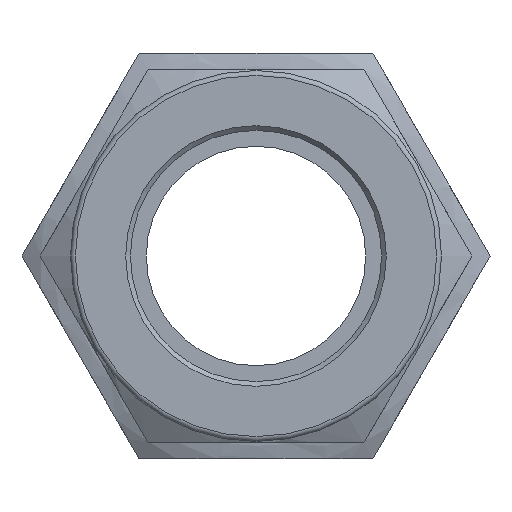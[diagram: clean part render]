
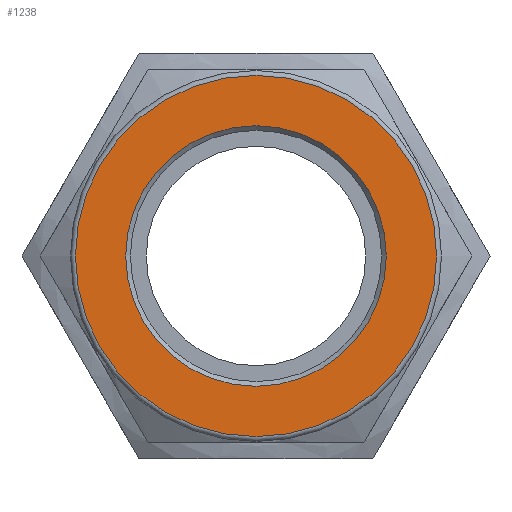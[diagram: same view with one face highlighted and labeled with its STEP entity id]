
A CAD part, left-side view. The second image highlights one B-rep face of the part: STEP entity #1238.
In plain terms, the highlighted planar face has unit normal (-1, 0, 0).
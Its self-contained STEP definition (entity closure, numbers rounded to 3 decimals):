
#33=FACE_BOUND('',#295,.T.);
#104=CIRCLE('',#1376,13.275);
#105=CIRCLE('',#1378,18.4);
#207=FACE_OUTER_BOUND('',#294,.T.);
#294=EDGE_LOOP('',(#1003));
#295=EDGE_LOOP('',(#1004));
#570=VERTEX_POINT('',#2232);
#571=VERTEX_POINT('',#2236);
#730=EDGE_CURVE('',#570,#570,#104,.T.);
#731=EDGE_CURVE('',#571,#571,#105,.T.);
#1003=ORIENTED_EDGE('',*,*,#731,.F.);
#1004=ORIENTED_EDGE('',*,*,#730,.T.);
#1178=PLANE('',#1377);
#1238=ADVANCED_FACE('',(#207,#33),#1178,.T.);
#1376=AXIS2_PLACEMENT_3D('',#2234,#1643,#1644);
#1377=AXIS2_PLACEMENT_3D('',#2235,#1645,#1646);
#1378=AXIS2_PLACEMENT_3D('',#2237,#1647,#1648);
#1643=DIRECTION('center_axis',(1.,0.,0.));
#1644=DIRECTION('ref_axis',(0.,0.,-1.));
#1645=DIRECTION('center_axis',(-1.,0.,0.));
#1646=DIRECTION('ref_axis',(0.,0.,1.));
#1647=DIRECTION('center_axis',(1.,0.,0.));
#1648=DIRECTION('ref_axis',(0.,0.,-1.));
#2232=CARTESIAN_POINT('',(0.,-13.275,0.));
#2234=CARTESIAN_POINT('Origin',(0.,0.,
0.));
#2235=CARTESIAN_POINT('Origin',(0.,18.4,
0.));
#2236=CARTESIAN_POINT('',(0.,0.,18.4));
#2237=CARTESIAN_POINT('Origin',(0.,0.,
0.));
